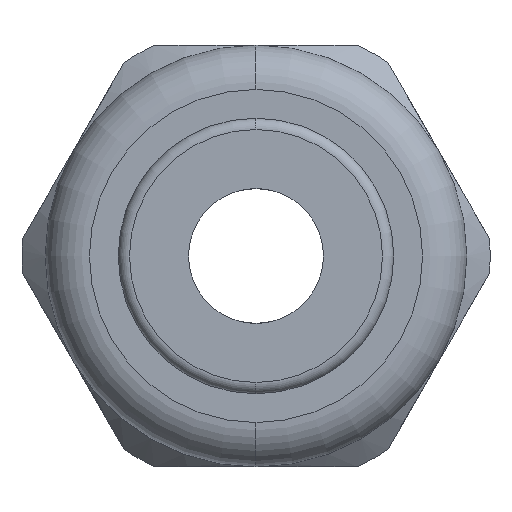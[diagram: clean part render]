
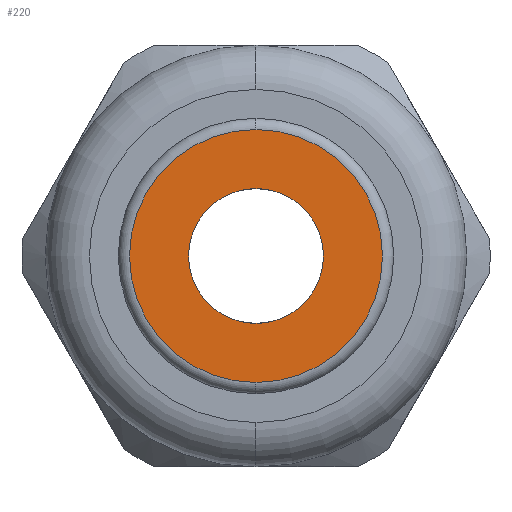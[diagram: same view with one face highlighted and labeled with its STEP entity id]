
A CAD part, left-side view. The second image highlights one B-rep face of the part: STEP entity #220.
In plain terms, the highlighted planar face has unit normal (-1, 0, 0).
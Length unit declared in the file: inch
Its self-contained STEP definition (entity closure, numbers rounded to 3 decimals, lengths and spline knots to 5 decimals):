
#154 = ORIENTED_EDGE ( 'NONE', *, *, #174, .F. ) ;
#155 = ORIENTED_EDGE ( 'NONE', *, *, #217, .F. ) ;
#159 = ORIENTED_EDGE ( 'NONE', *, *, #160, .T. ) ;
#160 = EDGE_CURVE ( 'NONE', #164, #163, #1029, .T. ) ;
#162 = EDGE_CURVE ( 'NONE', #163, #164, #1025, .T. ) ;
#163 = VERTEX_POINT ( 'NONE', #1020 ) ;
#164 = VERTEX_POINT ( 'NONE', #1019 ) ;
#174 = EDGE_CURVE ( 'NONE', #175, #176, #1064, .T. ) ;
#175 = VERTEX_POINT ( 'NONE', #1060 ) ;
#176 = VERTEX_POINT ( 'NONE', #1059 ) ;
#215 = EDGE_LOOP ( 'NONE', ( #159, #221 ) ) ;
#217 = EDGE_CURVE ( 'NONE', #176, #175, #1110, .T. ) ;
#220 = ADVANCED_FACE ( 'NONE', ( #1105, #1104 ), #1173, .T. ) ;
#221 = ORIENTED_EDGE ( 'NONE', *, *, #162, .T. ) ;
#222 = EDGE_LOOP ( 'NONE', ( #154, #155 ) ) ;
#1019 = CARTESIAN_POINT ( 'NONE',  ( -1.15, 0., -0.12 ) ) ;
#1020 = CARTESIAN_POINT ( 'NONE',  ( -1.15, 0., 0.12 ) ) ;
#1021 = DIRECTION ( 'NONE',  ( 0., 0., -1. ) ) ;
#1022 = DIRECTION ( 'NONE',  ( 1., 0., 0. ) ) ;
#1023 = CARTESIAN_POINT ( 'NONE',  ( -1.15, 0., 0. ) ) ;
#1024 = AXIS2_PLACEMENT_3D ( 'NONE', #1023, #1022, #1021 ) ;
#1025 = CIRCLE ( 'NONE', #1024, 0.12 ) ;
#1026 = DIRECTION ( 'NONE',  ( 0., 0., -1. ) ) ;
#1027 = DIRECTION ( 'NONE',  ( 1., 0., 0. ) ) ;
#1028 = AXIS2_PLACEMENT_3D ( 'NONE', #1034, #1027, #1026 ) ;
#1029 = CIRCLE ( 'NONE', #1028, 0.12 ) ;
#1034 = CARTESIAN_POINT ( 'NONE',  ( -1.15, 0., 0. ) ) ;
#1059 = CARTESIAN_POINT ( 'NONE',  ( -1.15, 0., 0.225 ) ) ;
#1060 = CARTESIAN_POINT ( 'NONE',  ( -1.15, 0., -0.225 ) ) ;
#1061 = DIRECTION ( 'NONE',  ( 0., 0., -1. ) ) ;
#1062 = DIRECTION ( 'NONE',  ( 1., 0., 0. ) ) ;
#1063 = AXIS2_PLACEMENT_3D ( 'NONE', #1069, #1062, #1061 ) ;
#1064 = CIRCLE ( 'NONE', #1063, 0.225 ) ;
#1069 = CARTESIAN_POINT ( 'NONE',  ( -1.15, 0., 0. ) ) ;
#1104 = FACE_OUTER_BOUND ( 'NONE', #222, .T. ) ;
#1105 = FACE_BOUND ( 'NONE', #215, .T. ) ;
#1106 = DIRECTION ( 'NONE',  ( 0., 0., -1. ) ) ;
#1107 = DIRECTION ( 'NONE',  ( 1., 0., 0. ) ) ;
#1108 = CARTESIAN_POINT ( 'NONE',  ( -1.15, 0., 0. ) ) ;
#1109 = AXIS2_PLACEMENT_3D ( 'NONE', #1108, #1107, #1106 ) ;
#1110 = CIRCLE ( 'NONE', #1109, 0.225 ) ;
#1169 = DIRECTION ( 'NONE',  ( 0., 0., 1. ) ) ;
#1170 = DIRECTION ( 'NONE',  ( -1., 0., 0. ) ) ;
#1171 = CARTESIAN_POINT ( 'NONE',  ( -1.15, 0.225, 0. ) ) ;
#1172 = AXIS2_PLACEMENT_3D ( 'NONE', #1171, #1170, #1169 ) ;
#1173 = PLANE ( 'NONE',  #1172 ) ;
